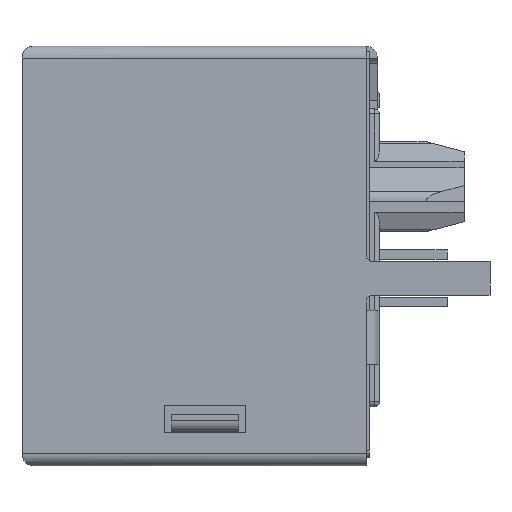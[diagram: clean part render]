
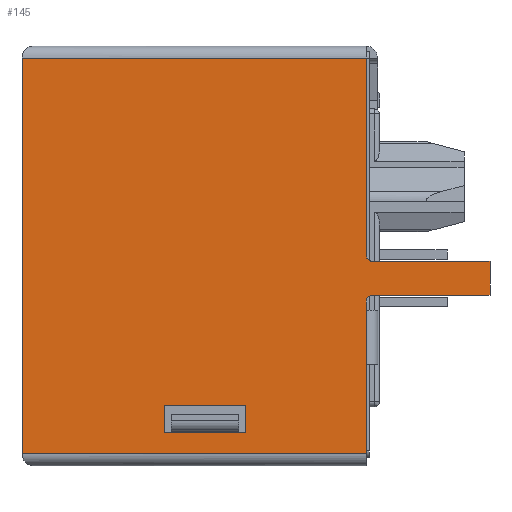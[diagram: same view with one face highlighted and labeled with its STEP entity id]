
A CAD part, left-side view. The second image highlights one B-rep face of the part: STEP entity #145.
In plain terms, the highlighted planar face has unit normal (-1, 0, 0).
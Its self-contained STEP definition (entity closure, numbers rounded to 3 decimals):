
#145=ADVANCED_FACE('',(#669,#670),#671,.T.);
#669=FACE_OUTER_BOUND('',#1494,.T.);
#670=FACE_BOUND('',#1495,.T.);
#671=PLANE('',#1496);
#1494=EDGE_LOOP('',(#3311,#3312,#3313,#3314,#3315,#3316,#3317,#3318,#3319,#3320,#3321,#3322));
#1495=EDGE_LOOP('',(#3323,#3324,#3325,#3326));
#1496=AXIS2_PLACEMENT_3D('',#3327,#3328,#3329);
#3311=ORIENTED_EDGE('',*,*,#6186,.F.);
#3312=ORIENTED_EDGE('',*,*,#6187,.F.);
#3313=ORIENTED_EDGE('',*,*,#6188,.T.);
#3314=ORIENTED_EDGE('',*,*,#6150,.T.);
#3315=ORIENTED_EDGE('',*,*,#6139,.F.);
#3316=ORIENTED_EDGE('',*,*,#6189,.T.);
#3317=ORIENTED_EDGE('',*,*,#6190,.F.);
#3318=ORIENTED_EDGE('',*,*,#6142,.F.);
#3319=ORIENTED_EDGE('',*,*,#6185,.F.);
#3320=ORIENTED_EDGE('',*,*,#6152,.T.);
#3321=ORIENTED_EDGE('',*,*,#6191,.T.);
#3322=ORIENTED_EDGE('',*,*,#6192,.T.);
#3323=ORIENTED_EDGE('',*,*,#6193,.T.);
#3324=ORIENTED_EDGE('',*,*,#6194,.T.);
#3325=ORIENTED_EDGE('',*,*,#6195,.T.);
#3326=ORIENTED_EDGE('',*,*,#6196,.T.);
#3327=CARTESIAN_POINT('',(-8.128,13.404,-0.196));
#3328=DIRECTION('',(-1.0,0.0,0.0));
#3329=DIRECTION('',(0.0,0.0,1.0));
#6139=EDGE_CURVE('',#7650,#7653,#7654,.T.);
#6142=EDGE_CURVE('',#7656,#7658,#7659,.T.);
#6150=EDGE_CURVE('',#7672,#7653,#7673,.T.);
#6152=EDGE_CURVE('',#7675,#7676,#7677,.T.);
#6185=EDGE_CURVE('',#7675,#7656,#7732,.T.);
#6186=EDGE_CURVE('',#7733,#7734,#7735,.T.);
#6187=EDGE_CURVE('',#7736,#7733,#7737,.T.);
#6188=EDGE_CURVE('',#7736,#7672,#7738,.T.);
#6189=EDGE_CURVE('',#7650,#7739,#7740,.T.);
#6190=EDGE_CURVE('',#7658,#7739,#7741,.T.);
#6191=EDGE_CURVE('',#7676,#7742,#7743,.T.);
#6192=EDGE_CURVE('',#7742,#7734,#7744,.T.);
#6193=EDGE_CURVE('',#7745,#7746,#7747,.T.);
#6194=EDGE_CURVE('',#7746,#7748,#7749,.T.);
#6195=EDGE_CURVE('',#7748,#7750,#7751,.T.);
#6196=EDGE_CURVE('',#7750,#7745,#7752,.T.);
#7650=VERTEX_POINT('',#9919);
#7653=VERTEX_POINT('',#9931);
#7654=LINE('',#9932,#9933);
#7656=VERTEX_POINT('',#9935);
#7658=VERTEX_POINT('',#9938);
#7659=LINE('',#9939,#9940);
#7672=VERTEX_POINT('',#9958);
#7673=LINE('',#9959,#9960);
#7675=VERTEX_POINT('',#9963);
#7676=VERTEX_POINT('',#9964);
#7677=LINE('',#9965,#9966);
#7732=LINE('',#10043,#10044);
#7733=VERTEX_POINT('',#10045);
#7734=VERTEX_POINT('',#10046);
#7735=LINE('',#10047,#10048);
#7736=VERTEX_POINT('',#10049);
#7737=LINE('',#10050,#10051);
#7738=CIRCLE('',#10052,0.254);
#7739=VERTEX_POINT('',#10053);
#7740=LINE('',#10054,#10055);
#7741=LINE('',#10056,#10057);
#7742=VERTEX_POINT('',#10058);
#7743=CIRCLE('',#10059,0.254);
#7744=LINE('',#10060,#10061);
#7745=VERTEX_POINT('',#10062);
#7746=VERTEX_POINT('',#10063);
#7747=LINE('',#10064,#10065);
#7748=VERTEX_POINT('',#10066);
#7749=LINE('',#10067,#10068);
#7750=VERTEX_POINT('',#10069);
#7751=LINE('',#10070,#10071);
#7752=LINE('',#10072,#10073);
#9919=CARTESIAN_POINT('',(-8.128,13.404,-0.45));
#9931=CARTESIAN_POINT('',(-8.128,0.5,-0.45));
#9932=CARTESIAN_POINT('',(-8.128,13.404,-0.45));
#9933=VECTOR('',#12127,12.903);
#9935=CARTESIAN_POINT('',(-8.128,0.5,-11.938));
#9938=CARTESIAN_POINT('',(-8.128,0.5,-15.298));
#9939=CARTESIAN_POINT('',(-8.128,0.5,-11.938));
#9940=VECTOR('',#12132,3.36);
#9958=CARTESIAN_POINT('',(-8.128,0.5,-7.823));
#9959=CARTESIAN_POINT('',(-8.128,0.5,-7.823));
#9960=VECTOR('',#12144,7.374);
#9963=CARTESIAN_POINT('',(-8.128,0.5,-9.906));
#9964=CARTESIAN_POINT('',(-8.128,0.5,-9.601));
#9965=CARTESIAN_POINT('',(-8.128,0.5,-9.906));
#9966=VECTOR('',#12146,0.305);
#10043=CARTESIAN_POINT('',(-8.128,0.5,-9.906));
#10044=VECTOR('',#12199,2.032);
#10045=CARTESIAN_POINT('',(-8.128,-4.148,-8.077));
#10046=CARTESIAN_POINT('',(-8.128,-4.148,-9.347));
#10047=CARTESIAN_POINT('',(-8.128,-4.148,-8.077));
#10048=VECTOR('',#12200,1.27);
#10049=CARTESIAN_POINT('',(-8.128,0.246,-8.077));
#10050=CARTESIAN_POINT('',(-8.128,0.246,-8.077));
#10051=VECTOR('',#12201,4.394);
#10052=AXIS2_PLACEMENT_3D('',#12202,#12203,#12204);
#10053=CARTESIAN_POINT('',(-8.128,13.404,-15.298));
#10054=CARTESIAN_POINT('',(-8.128,13.404,-0.45));
#10055=VECTOR('',#12205,14.849);
#10056=CARTESIAN_POINT('',(-8.128,0.5,-15.298));
#10057=VECTOR('',#12206,12.903);
#10058=CARTESIAN_POINT('',(-8.128,0.246,-9.347));
#10059=AXIS2_PLACEMENT_3D('',#12207,#12208,#12209);
#10060=CARTESIAN_POINT('',(-8.128,0.246,-9.347));
#10061=VECTOR('',#12210,4.394);
#10062=CARTESIAN_POINT('',(-8.128,5.022,-13.462));
#10063=CARTESIAN_POINT('',(-8.128,5.022,-14.478));
#10064=CARTESIAN_POINT('',(-8.128,5.022,-13.462));
#10065=VECTOR('',#12211,1.016);
#10066=CARTESIAN_POINT('',(-8.128,8.07,-14.478));
#10067=CARTESIAN_POINT('',(-8.128,5.022,-14.478));
#10068=VECTOR('',#12212,3.048);
#10069=CARTESIAN_POINT('',(-8.128,8.07,-13.462));
#10070=CARTESIAN_POINT('',(-8.128,8.07,-14.478));
#10071=VECTOR('',#12213,1.016);
#10072=CARTESIAN_POINT('',(-8.128,8.07,-13.462));
#10073=VECTOR('',#12214,3.048);
#12127=DIRECTION('',(0.0,-1.0,0.0));
#12132=DIRECTION('',(0.0,0.0,-1.0));
#12144=DIRECTION('',(0.0,0.0,1.0));
#12146=DIRECTION('',(0.0,0.0,1.0));
#12199=DIRECTION('',(0.0,0.0,-1.0));
#12200=DIRECTION('',(0.0,0.0,-1.0));
#12201=DIRECTION('',(0.0,-1.0,0.0));
#12202=CARTESIAN_POINT('',(-8.128,0.246,-7.823));
#12203=DIRECTION('',(1.0,0.0,0.0));
#12204=DIRECTION('',(0.0,0.0,-1.0));
#12205=DIRECTION('',(0.0,0.0,-1.0));
#12206=DIRECTION('',(0.0,1.0,0.0));
#12207=CARTESIAN_POINT('',(-8.128,0.246,-9.601));
#12208=DIRECTION('',(1.0,0.0,0.0));
#12209=DIRECTION('',(0.0,1.0,0.0));
#12210=DIRECTION('',(0.0,-1.0,0.0));
#12211=DIRECTION('',(0.0,0.0,-1.0));
#12212=DIRECTION('',(0.0,1.0,0.0));
#12213=DIRECTION('',(0.0,0.0,1.0));
#12214=DIRECTION('',(0.0,-1.0,0.0));
